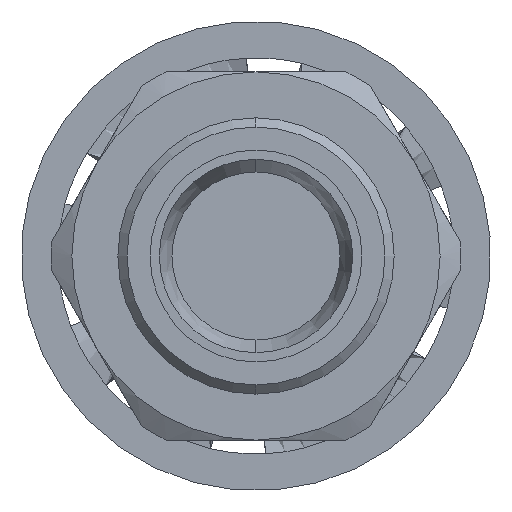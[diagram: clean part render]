
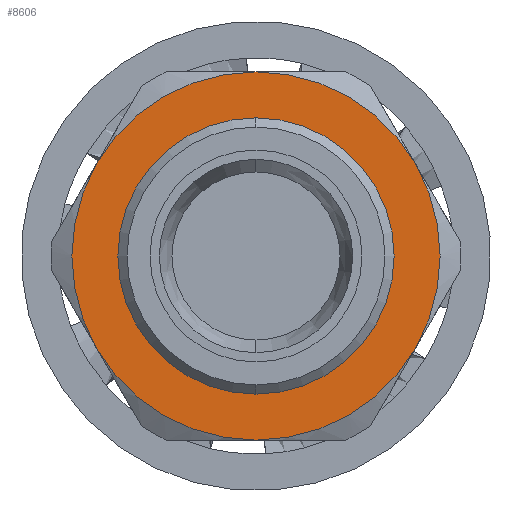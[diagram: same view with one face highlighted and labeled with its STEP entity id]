
A CAD part, left-side view. The second image highlights one B-rep face of the part: STEP entity #8606.
In plain terms, the highlighted planar face has unit normal (-1, 0, 0).
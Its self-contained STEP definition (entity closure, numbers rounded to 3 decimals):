
#71 = AXIS2_PLACEMENT_3D ( 'NONE', #6834, #7526, #4914 ) ;
#155 = CIRCLE ( 'NONE', #4777, 3. ) ;
#721 = CIRCLE ( 'NONE', #7701, 4. ) ;
#907 = VERTEX_POINT ( 'NONE', #8495 ) ;
#922 = EDGE_CURVE ( 'NONE', #8622, #2523, #4595, .T. ) ;
#952 = CARTESIAN_POINT ( 'NONE',  ( -13., -3.464, -2. ) ) ;
#1043 = DIRECTION ( 'NONE',  ( -1., 0., 0. ) ) ;
#1079 = AXIS2_PLACEMENT_3D ( 'NONE', #7508, #2840, #5508 ) ;
#1264 = FACE_BOUND ( 'NONE', #1627, .T. ) ;
#1344 = DIRECTION ( 'NONE',  ( -1., 0., 0. ) ) ;
#1524 = ORIENTED_EDGE ( 'NONE', *, *, #1587, .T. ) ;
#1587 = EDGE_CURVE ( 'NONE', #2110, #7363, #4819, .T. ) ;
#1627 = EDGE_LOOP ( 'NONE', ( #2410, #2366 ) ) ;
#1851 = DIRECTION ( 'NONE',  ( -1., 0., 0. ) ) ;
#1865 = CIRCLE ( 'NONE', #7858, 4. ) ;
#2110 = VERTEX_POINT ( 'NONE', #7906 ) ;
#2366 = ORIENTED_EDGE ( 'NONE', *, *, #3174, .F. ) ;
#2410 = ORIENTED_EDGE ( 'NONE', *, *, #7302, .F. ) ;
#2515 = CARTESIAN_POINT ( 'NONE',  ( -13., 0., 0. ) ) ;
#2523 = VERTEX_POINT ( 'NONE', #3192 ) ;
#2741 = CARTESIAN_POINT ( 'NONE',  ( -13., 0., -3. ) ) ;
#2840 = DIRECTION ( 'NONE',  ( -1., 0., 0. ) ) ;
#2885 = CARTESIAN_POINT ( 'NONE',  ( -13., 0., 0. ) ) ;
#3141 = ORIENTED_EDGE ( 'NONE', *, *, #3314, .T. ) ;
#3146 = CARTESIAN_POINT ( 'NONE',  ( -13., -3.464, 2. ) ) ;
#3174 = EDGE_CURVE ( 'NONE', #6169, #4840, #5688, .T. ) ;
#3192 = CARTESIAN_POINT ( 'NONE',  ( -13., 3.464, -2. ) ) ;
#3299 = EDGE_CURVE ( 'NONE', #7363, #3684, #4834, .T. ) ;
#3314 = EDGE_CURVE ( 'NONE', #907, #8622, #7904, .T. ) ;
#3335 = CARTESIAN_POINT ( 'NONE',  ( -13., 0., 0. ) ) ;
#3437 = ORIENTED_EDGE ( 'NONE', *, *, #3299, .T. ) ;
#3684 = VERTEX_POINT ( 'NONE', #3146 ) ;
#3712 = DIRECTION ( 'NONE',  ( 0., 0., 1. ) ) ;
#3876 = DIRECTION ( 'NONE',  ( 0., 0., 1. ) ) ;
#3891 = CARTESIAN_POINT ( 'NONE',  ( -13., 3., 0. ) ) ;
#3903 = AXIS2_PLACEMENT_3D ( 'NONE', #2515, #4443, #3876 ) ;
#4143 = DIRECTION ( 'NONE',  ( -1., 0., 0. ) ) ;
#4443 = DIRECTION ( 'NONE',  ( -1., 0., 0. ) ) ;
#4539 = PLANE ( 'NONE',  #7409 ) ;
#4595 = CIRCLE ( 'NONE', #3903, 4. ) ;
#4777 = AXIS2_PLACEMENT_3D ( 'NONE', #7459, #4143, #6811 ) ;
#4819 = CIRCLE ( 'NONE', #71, 4. ) ;
#4834 = CIRCLE ( 'NONE', #6248, 4. ) ;
#4840 = VERTEX_POINT ( 'NONE', #7380 ) ;
#4914 = DIRECTION ( 'NONE',  ( 0., 0., 1. ) ) ;
#4989 = EDGE_CURVE ( 'NONE', #3684, #907, #1865, .T. ) ;
#5246 = FACE_OUTER_BOUND ( 'NONE', #5515, .T. ) ;
#5283 = DIRECTION ( 'NONE',  ( 0., 0., 1. ) ) ;
#5508 = DIRECTION ( 'NONE',  ( 0., 0., 1. ) ) ;
#5515 = EDGE_LOOP ( 'NONE', ( #5619, #3141, #6879, #7313, #1524, #3437 ) ) ;
#5619 = ORIENTED_EDGE ( 'NONE', *, *, #4989, .T. ) ;
#5688 = CIRCLE ( 'NONE', #6662, 3. ) ;
#6085 = DIRECTION ( 'NONE',  ( -1., 0., 0. ) ) ;
#6169 = VERTEX_POINT ( 'NONE', #2741 ) ;
#6248 = AXIS2_PLACEMENT_3D ( 'NONE', #2885, #6085, #7466 ) ;
#6537 = EDGE_CURVE ( 'NONE', #2523, #2110, #721, .T. ) ;
#6662 = AXIS2_PLACEMENT_3D ( 'NONE', #3335, #1851, #7249 ) ;
#6811 = DIRECTION ( 'NONE',  ( 0., 0., 1. ) ) ;
#6834 = CARTESIAN_POINT ( 'NONE',  ( -13., 0., 0. ) ) ;
#6879 = ORIENTED_EDGE ( 'NONE', *, *, #922, .T. ) ;
#7028 = CARTESIAN_POINT ( 'NONE',  ( -13., 0., 0. ) ) ;
#7205 = CARTESIAN_POINT ( 'NONE',  ( -13., 3.464, 2. ) ) ;
#7249 = DIRECTION ( 'NONE',  ( 0., 0., 1. ) ) ;
#7283 = CARTESIAN_POINT ( 'NONE',  ( -13., 0., 0. ) ) ;
#7302 = EDGE_CURVE ( 'NONE', #4840, #6169, #155, .T. ) ;
#7313 = ORIENTED_EDGE ( 'NONE', *, *, #6537, .T. ) ;
#7363 = VERTEX_POINT ( 'NONE', #952 ) ;
#7380 = CARTESIAN_POINT ( 'NONE',  ( -13., 0., 3. ) ) ;
#7409 = AXIS2_PLACEMENT_3D ( 'NONE', #3891, #8554, #7824 ) ;
#7459 = CARTESIAN_POINT ( 'NONE',  ( -13., 0., 0. ) ) ;
#7466 = DIRECTION ( 'NONE',  ( 0., 0., 1. ) ) ;
#7508 = CARTESIAN_POINT ( 'NONE',  ( -13., 0., 0. ) ) ;
#7526 = DIRECTION ( 'NONE',  ( -1., 0., 0. ) ) ;
#7701 = AXIS2_PLACEMENT_3D ( 'NONE', #7028, #1043, #3712 ) ;
#7824 = DIRECTION ( 'NONE',  ( 0., 0., 1. ) ) ;
#7858 = AXIS2_PLACEMENT_3D ( 'NONE', #7283, #1344, #5283 ) ;
#7904 = CIRCLE ( 'NONE', #1079, 4. ) ;
#7906 = CARTESIAN_POINT ( 'NONE',  ( -13., 0., -4. ) ) ;
#8495 = CARTESIAN_POINT ( 'NONE',  ( -13., 0., 4. ) ) ;
#8554 = DIRECTION ( 'NONE',  ( -1., 0., 0. ) ) ;
#8606 = ADVANCED_FACE ( 'NONE', ( #1264, #5246 ), #4539, .T. ) ;
#8622 = VERTEX_POINT ( 'NONE', #7205 ) ;
